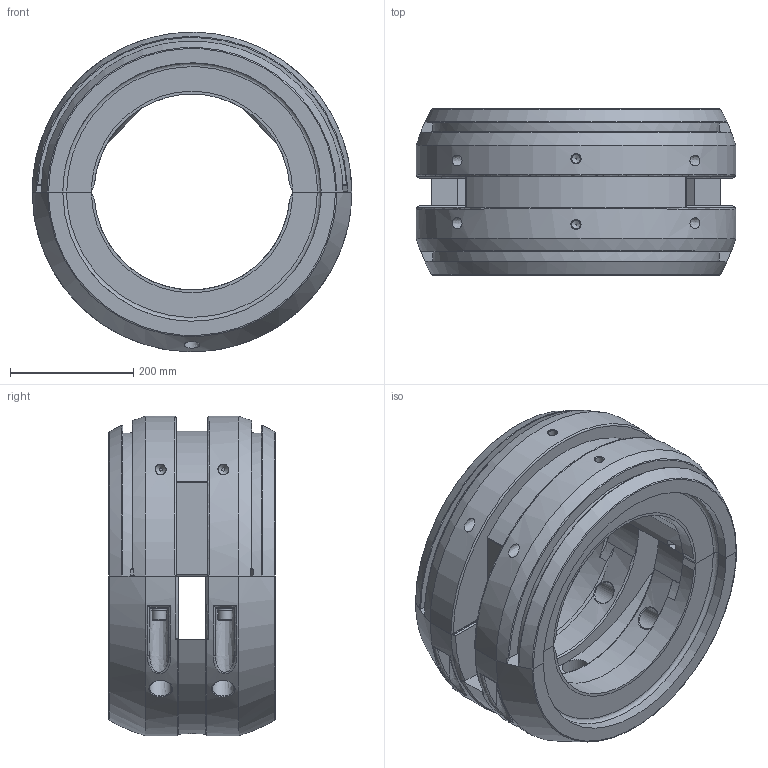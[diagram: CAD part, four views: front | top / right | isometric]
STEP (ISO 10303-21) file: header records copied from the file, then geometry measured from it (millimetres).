
FILE_DESCRIPTION(('FreeCAD Model'),'2;1');
FILE_NAME('Open CASCADE Shape Model','2025-05-03T09:12:39',('FreeCAD'),( 'FreeCAD'),'Open CASCADE STEP processor 7.6','FreeCAD','Unknown');
FILE_SCHEMA(('AUTOMOTIVE_DESIGN { 1 0 10303 214 1 1 1 1 }'));
Length unit declared in the file: millimetre
Products named in the file (1): Open CASCADE STEP translator 7.6 1
Bounding box: 519.44 x 269.91 x 519.44 mm (x, y, z)
Volume: 25941114.2 mm3; surface area: 1593750.6 mm2
Topology: 19 solids, 19 shells, 415 faces, 1051 edges, 693 vertices
Faces by surface type: bspline 415
Entity records: 17681 total; most frequent: CARTESIAN_POINT 11670, ORIENTED_EDGE 2084, EDGE_CURVE 1042, VERTEX_POINT 691, B_SPLINE_CURVE_WITH_KNOTS 592, FACE_BOUND 471, EDGE_LOOP 471, ADVANCED_FACE 415
